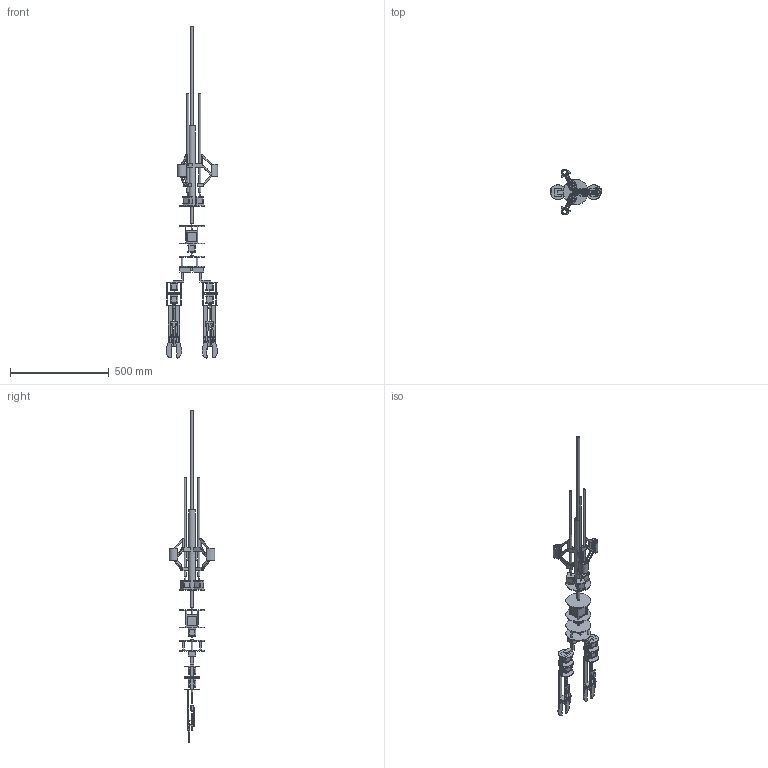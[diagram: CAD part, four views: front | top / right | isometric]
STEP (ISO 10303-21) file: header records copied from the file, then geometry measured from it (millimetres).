
FILE_DESCRIPTION(/* description */ (''),/* implementation_level */ '2;1');
FILE_NAME(/* name */ 'T-REx v0.step',/* time_stamp */ '2020-04-19T19:40:20+05:00',/* author */ (''),/* organization */ (''),/* preprocessor_version */ 'ST-DEVELOPER v18.1',/* originating_system */ 'Autodesk Translation Framework v9.2.0.1227',/* authorisation */ '');
FILE_SCHEMA (('AUTOMOTIVE_DESIGN { 1 0 10303 214 3 1 1 }'));
Length unit declared in the file: millimetre
Products named in the file (1): (Unsaved)
Bounding box: 258.86 x 229.57 x 1676.82 mm (x, y, z)
Volume: 1930514.3 mm3; surface area: 716649.5 mm2
Topology: 18 solids, 18 shells, 888 faces, 2343 edges, 1503 vertices
Faces by surface type: plane 578, cylinder 265, bspline 20, sphere 19, torus 6
Full cylindrical faces by diameter (mm): 5 x45, 6 x4, 8 x3, 10 x8, 12 x3, 13 x6, 15 x3, 29 x1, 35 x1, 75 x8, 127 x5
Entity records: 28603 total; most frequent: CARTESIAN_POINT 6279, ORIENTED_EDGE 4610, DIRECTION 4609, EDGE_CURVE 2305, AXIS2_PLACEMENT_3D 1552, LINE 1505, VECTOR 1505, VERTEX_POINT 1503
